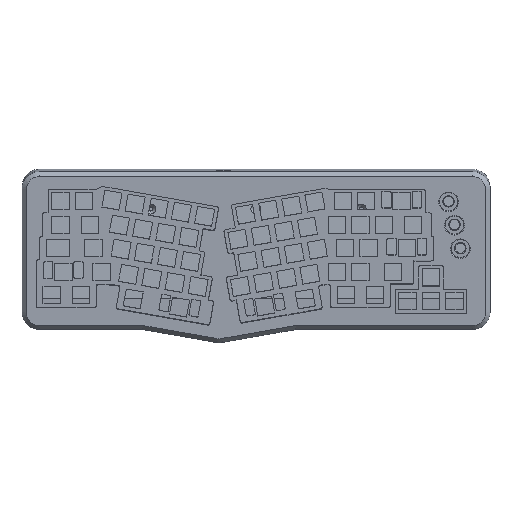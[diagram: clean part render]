
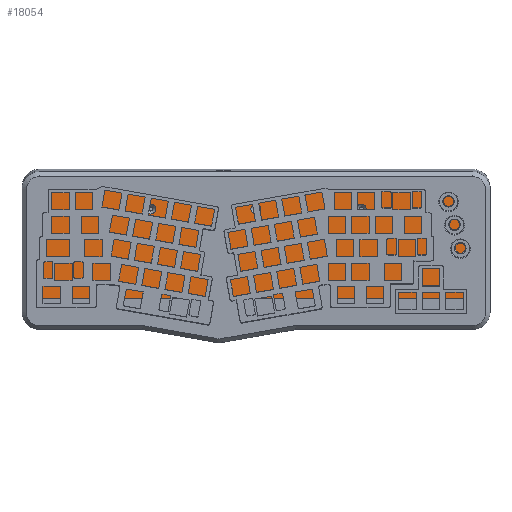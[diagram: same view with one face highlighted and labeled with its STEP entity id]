
A CAD part, top view. The second image highlights one B-rep face of the part: STEP entity #18054.
In plain terms, the highlighted planar face has unit normal (0, 0, 1).
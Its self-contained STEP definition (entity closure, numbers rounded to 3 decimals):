
#43=ELLIPSE('',#19623,6.776,6.75);
#44=ELLIPSE('',#19624,6.776,6.75);
#325=FACE_BOUND('',#3244,.T.);
#326=FACE_BOUND('',#3245,.T.);
#327=FACE_BOUND('',#3246,.T.);
#875=CIRCLE('',#19500,4.05);
#876=CIRCLE('',#19501,4.05);
#880=CIRCLE('',#19507,4.05);
#881=CIRCLE('',#19508,4.05);
#885=CIRCLE('',#19514,4.05);
#886=CIRCLE('',#19515,4.05);
#2104=FACE_OUTER_BOUND('',#3243,.T.);
#3243=EDGE_LOOP('',(#16402,#16403,#16404,#16405,#16406,#16407));
#3244=EDGE_LOOP('',(#16408,#16409));
#3245=EDGE_LOOP('',(#16410,#16411));
#3246=EDGE_LOOP('',(#16412,#16413));
#5167=LINE('',#29729,#7101);
#5183=LINE('',#29774,#7117);
#5184=LINE('',#29778,#7118);
#5185=LINE('',#29781,#7119);
#7101=VECTOR('',#24507,10.);
#7117=VECTOR('',#24543,10.);
#7118=VECTOR('',#24546,10.);
#7119=VECTOR('',#24549,10.);
#8736=VERTEX_POINT('',#29476);
#8737=VERTEX_POINT('',#29477);
#8741=VERTEX_POINT('',#29490);
#8742=VERTEX_POINT('',#29491);
#8746=VERTEX_POINT('',#29504);
#8747=VERTEX_POINT('',#29505);
#8820=VERTEX_POINT('',#29726);
#8821=VERTEX_POINT('',#29728);
#8840=VERTEX_POINT('',#29773);
#8841=VERTEX_POINT('',#29775);
#8842=VERTEX_POINT('',#29777);
#8843=VERTEX_POINT('',#29779);
#11240=EDGE_CURVE('',#8736,#8737,#875,.T.);
#11241=EDGE_CURVE('',#8737,#8736,#876,.T.);
#11247=EDGE_CURVE('',#8741,#8742,#880,.T.);
#11248=EDGE_CURVE('',#8742,#8741,#881,.T.);
#11254=EDGE_CURVE('',#8746,#8747,#885,.T.);
#11255=EDGE_CURVE('',#8747,#8746,#886,.T.);
#11359=EDGE_CURVE('',#8820,#8821,#5167,.T.);
#11382=EDGE_CURVE('',#8820,#8840,#5183,.T.);
#11383=EDGE_CURVE('',#8840,#8841,#43,.T.);
#11384=EDGE_CURVE('',#8841,#8842,#5184,.T.);
#11385=EDGE_CURVE('',#8842,#8843,#44,.T.);
#11386=EDGE_CURVE('',#8843,#8821,#5185,.T.);
#16402=ORIENTED_EDGE('',*,*,#11359,.F.);
#16403=ORIENTED_EDGE('',*,*,#11382,.T.);
#16404=ORIENTED_EDGE('',*,*,#11383,.T.);
#16405=ORIENTED_EDGE('',*,*,#11384,.T.);
#16406=ORIENTED_EDGE('',*,*,#11385,.T.);
#16407=ORIENTED_EDGE('',*,*,#11386,.T.);
#16408=ORIENTED_EDGE('',*,*,#11240,.T.);
#16409=ORIENTED_EDGE('',*,*,#11241,.T.);
#16410=ORIENTED_EDGE('',*,*,#11247,.T.);
#16411=ORIENTED_EDGE('',*,*,#11248,.T.);
#16412=ORIENTED_EDGE('',*,*,#11254,.T.);
#16413=ORIENTED_EDGE('',*,*,#11255,.T.);
#17164=PLANE('',#19622);
#18054=ADVANCED_FACE('',(#2104,#325,#326,#327),#17164,.T.);
#19500=AXIS2_PLACEMENT_3D('',#29478,#24233,#24234);
#19501=AXIS2_PLACEMENT_3D('',#29479,#24235,#24236);
#19507=AXIS2_PLACEMENT_3D('',#29492,#24249,#24250);
#19508=AXIS2_PLACEMENT_3D('',#29493,#24251,#24252);
#19514=AXIS2_PLACEMENT_3D('',#29506,#24265,#24266);
#19515=AXIS2_PLACEMENT_3D('',#29507,#24267,#24268);
#19622=AXIS2_PLACEMENT_3D('',#29772,#24541,#24542);
#19623=AXIS2_PLACEMENT_3D('',#29776,#24544,#24545);
#19624=AXIS2_PLACEMENT_3D('',#29780,#24547,#24548);
#24233=DIRECTION('center_axis',(0.,0.,-1.));
#24234=DIRECTION('ref_axis',(1.,0.,0.));
#24235=DIRECTION('center_axis',(0.,0.,-1.));
#24236=DIRECTION('ref_axis',(1.,0.,0.));
#24249=DIRECTION('center_axis',(0.,0.,-1.));
#24250=DIRECTION('ref_axis',(1.,0.,0.));
#24251=DIRECTION('center_axis',(0.,0.,-1.));
#24252=DIRECTION('ref_axis',(1.,0.,0.));
#24265=DIRECTION('center_axis',(0.,0.,-1.));
#24266=DIRECTION('ref_axis',(1.,0.,0.));
#24267=DIRECTION('center_axis',(0.,0.,-1.));
#24268=DIRECTION('ref_axis',(1.,0.,0.));
#24507=DIRECTION('',(-1.,0.,0.));
#24541=DIRECTION('center_axis',(0.,0.,1.));
#24542=DIRECTION('ref_axis',(0.,1.,0.));
#24543=DIRECTION('',(0.,1.,0.));
#24544=DIRECTION('center_axis',(0.,0.,1.));
#24545=DIRECTION('ref_axis',(0.,1.,0.));
#24546=DIRECTION('',(-1.,0.,0.));
#24547=DIRECTION('center_axis',(0.,0.,1.));
#24548=DIRECTION('ref_axis',(0.,1.,0.));
#24549=DIRECTION('',(0.,-1.,0.));
#29476=CARTESIAN_POINT('',(181.422,93.673,-8.543));
#29477=CARTESIAN_POINT('',(173.322,93.673,-8.543));
#29478=CARTESIAN_POINT('Origin',(177.372,93.673,-8.543));
#29479=CARTESIAN_POINT('Origin',(177.372,93.673,-8.543));
#29490=CARTESIAN_POINT('',(96.301,93.673,-8.543));
#29491=CARTESIAN_POINT('',(88.201,93.673,-8.543));
#29492=CARTESIAN_POINT('Origin',(92.251,93.673,-8.543));
#29493=CARTESIAN_POINT('Origin',(92.251,93.673,-8.543));
#29504=CARTESIAN_POINT('',(266.794,93.673,-8.543));
#29505=CARTESIAN_POINT('',(258.694,93.673,-8.543));
#29506=CARTESIAN_POINT('Origin',(262.744,93.673,-8.543));
#29507=CARTESIAN_POINT('Origin',(262.744,93.673,-8.543));
#29726=CARTESIAN_POINT('',(359.744,21.454,-8.543));
#29728=CARTESIAN_POINT('',(-4.749,21.454,-8.543));
#29729=CARTESIAN_POINT('',(272.246,21.454,-8.543));
#29772=CARTESIAN_POINT('Origin',(366.994,-13.239,-8.543));
#29773=CARTESIAN_POINT('',(359.744,111.114,-8.543));
#29774=CARTESIAN_POINT('',(359.744,48.597,-8.543));
#29775=CARTESIAN_POINT('',(352.994,117.889,-8.543));
#29776=CARTESIAN_POINT('Origin',(352.994,111.114,-8.543));
#29777=CARTESIAN_POINT('',(2.001,117.889,-8.543));
#29778=CARTESIAN_POINT('',(184.497,117.889,-8.543));
#29779=CARTESIAN_POINT('',(-4.749,111.114,-8.543));
#29780=CARTESIAN_POINT('Origin',(2.001,111.114,-8.543));
#29781=CARTESIAN_POINT('',(-4.749,-1.225,-8.543));
